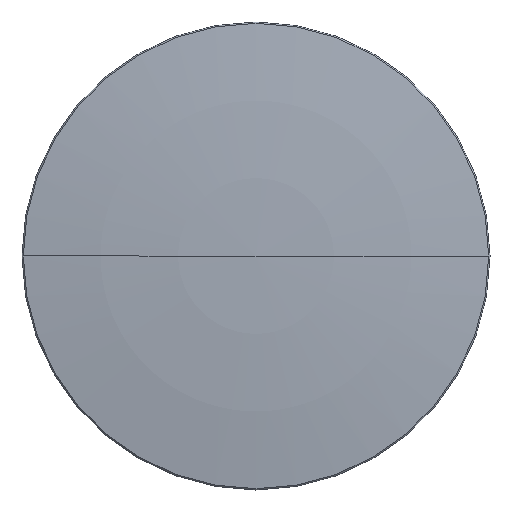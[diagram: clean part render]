
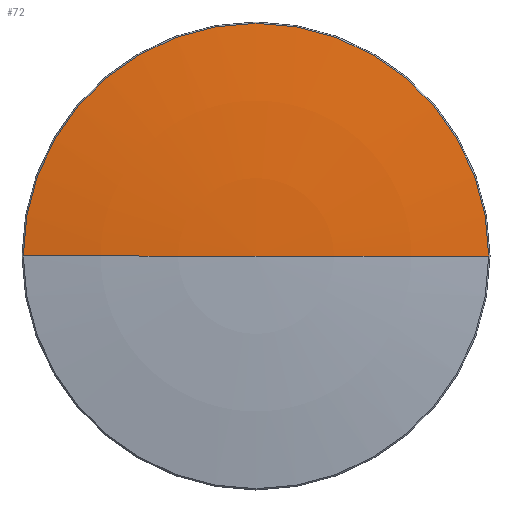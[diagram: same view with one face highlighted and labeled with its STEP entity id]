
A CAD part, left-side view. The second image highlights one B-rep face of the part: STEP entity #72.
In plain terms, the highlighted toroidal (fillet/blend) face has major radius 1.026 mm and minor radius 183 mm.
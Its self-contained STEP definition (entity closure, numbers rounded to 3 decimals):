
#14 = CIRCLE ( 'NONE', #125, 183. ) ;
#28 = EDGE_CURVE ( 'NONE', #87, #81, #134, .T. ) ;
#29 = VERTEX_POINT ( 'NONE', #193 ) ;
#34 = ORIENTED_EDGE ( 'NONE', *, *, #28, .T. ) ;
#71 = ORIENTED_EDGE ( 'NONE', *, *, #88, .T. ) ;
#72 = ADVANCED_FACE ( 'NONE', ( #319 ), #262, .T. ) ;
#73 = EDGE_LOOP ( 'NONE', ( #34, #71, #86 ) ) ;
#81 = VERTEX_POINT ( 'NONE', #291 ) ;
#84 = EDGE_CURVE ( 'NONE', #87, #29, #282, .T. ) ;
#86 = ORIENTED_EDGE ( 'NONE', *, *, #84, .F. ) ;
#87 = VERTEX_POINT ( 'NONE', #277 ) ;
#88 = EDGE_CURVE ( 'NONE', #81, #29, #14, .T. ) ;
#125 = AXIS2_PLACEMENT_3D ( 'NONE', #276, #332, #344 ) ;
#132 = CARTESIAN_POINT ( 'NONE',  ( -1.641, 0., 0. ) ) ;
#133 = AXIS2_PLACEMENT_3D ( 'NONE', #132, #195, #194 ) ;
#134 = CIRCLE ( 'NONE', #133, 25.259 ) ;
#193 = CARTESIAN_POINT ( 'NONE',  ( -3.25, 0., 0. ) ) ;
#194 = DIRECTION ( 'NONE',  ( 0., -1., 0. ) ) ;
#195 = DIRECTION ( 'NONE',  ( -1., 0., 0. ) ) ;
#244 = DIRECTION ( 'NONE',  ( 0., -1., 0. ) ) ;
#245 = DIRECTION ( 'NONE',  ( -1., 0., 0. ) ) ;
#262 = TOROIDAL_SURFACE ( 'NONE', #265, 1.026, 183. ) ;
#264 = CARTESIAN_POINT ( 'NONE',  ( 179.747, 0., 0. ) ) ;
#265 = AXIS2_PLACEMENT_3D ( 'NONE', #264, #245, #244 ) ;
#276 = CARTESIAN_POINT ( 'NONE',  ( 179.747, 1.026, 0. ) ) ;
#277 = CARTESIAN_POINT ( 'NONE',  ( -1.641, -25.259, 0. ) ) ;
#278 = DIRECTION ( 'NONE',  ( -1., 0., 0. ) ) ;
#279 = DIRECTION ( 'NONE',  ( 0., 0., -1. ) ) ;
#280 = CARTESIAN_POINT ( 'NONE',  ( 179.747, -1.026, 0. ) ) ;
#281 = AXIS2_PLACEMENT_3D ( 'NONE', #280, #279, #278 ) ;
#282 = CIRCLE ( 'NONE', #281, 183. ) ;
#291 = CARTESIAN_POINT ( 'NONE',  ( -1.641, 25.259, 0. ) ) ;
#319 = FACE_OUTER_BOUND ( 'NONE', #73, .T. ) ;
#332 = DIRECTION ( 'NONE',  ( 0., 0., 1. ) ) ;
#344 = DIRECTION ( 'NONE',  ( 0., -1., 0. ) ) ;
